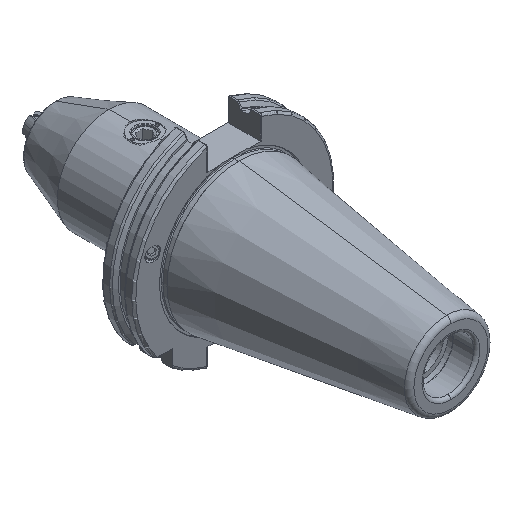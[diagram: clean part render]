
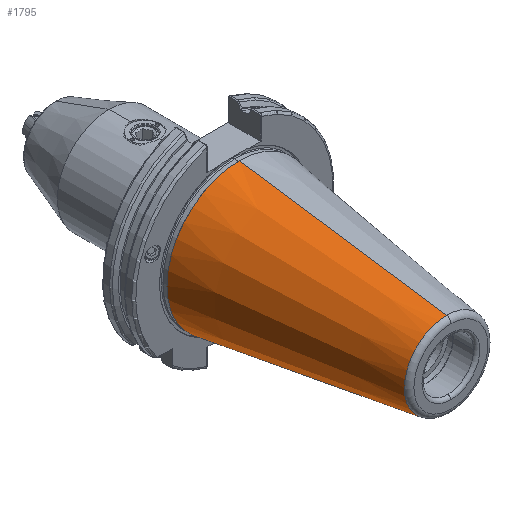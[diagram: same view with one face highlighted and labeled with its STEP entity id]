
A CAD part, isometric view. The second image highlights one B-rep face of the part: STEP entity #1795.
In plain terms, the highlighted conical face has half-angle 8.297 degrees and reference radius 20.087 mm.
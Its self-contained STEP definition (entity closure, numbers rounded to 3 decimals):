
#817 = VECTOR ( 'NONE', #33644, 1000. ) ;
#1647 = DIRECTION ( 'NONE',  ( 0., 0., 1. ) ) ;
#1795 = ADVANCED_FACE ( 'NONE', ( #11354 ), #19144, .T. ) ;
#3453 = EDGE_CURVE ( 'NONE', #22989, #24109, #31010, .T. ) ;
#6634 = CARTESIAN_POINT ( 'NONE',  ( 0., -104.95, 0. ) ) ;
#7382 = CARTESIAN_POINT ( 'NONE',  ( 0., -2.4, -35.042 ) ) ;
#9960 = DIRECTION ( 'NONE',  ( 0., 0., 1. ) ) ;
#10557 = EDGE_LOOP ( 'NONE', ( #11986, #34984, #32914, #33306 ) ) ;
#10709 = CARTESIAN_POINT ( 'NONE',  ( 0., -104.95, 20.086 ) ) ;
#11354 = FACE_OUTER_BOUND ( 'NONE', #10557, .T. ) ;
#11986 = ORIENTED_EDGE ( 'NONE', *, *, #36457, .F. ) ;
#12973 = DIRECTION ( 'NONE',  ( 0., 1., 0. ) ) ;
#13766 = CARTESIAN_POINT ( 'NONE',  ( 0., -104.95, -20.086 ) ) ;
#14208 = EDGE_CURVE ( 'NONE', #27541, #42298, #30108, .T. ) ;
#16927 = AXIS2_PLACEMENT_3D ( 'NONE', #6634, #33189, #9960 ) ;
#17233 = AXIS2_PLACEMENT_3D ( 'NONE', #41403, #21489, #1647 ) ;
#19144 = CONICAL_SURFACE ( 'NONE', #16927, 20.086, 0.145 ) ;
#21489 = DIRECTION ( 'NONE',  ( 0., 1., 0. ) ) ;
#21751 = CARTESIAN_POINT ( 'NONE',  ( 0., -102.811, 20.398 ) ) ;
#22989 = VERTEX_POINT ( 'NONE', #7382 ) ;
#24109 = VERTEX_POINT ( 'NONE', #24553 ) ;
#24553 = CARTESIAN_POINT ( 'NONE',  ( 0., -2.4, 35.042 ) ) ;
#24899 = CARTESIAN_POINT ( 'NONE',  ( 0., -102.811, -20.398 ) ) ;
#27541 = VERTEX_POINT ( 'NONE', #24899 ) ;
#30108 = CIRCLE ( 'NONE', #42820, 20.398 ) ;
#31010 = CIRCLE ( 'NONE', #17233, 35.042 ) ;
#32576 = VECTOR ( 'NONE', #34204, 1000. ) ;
#32867 = CARTESIAN_POINT ( 'NONE',  ( 0., -102.811, 0. ) ) ;
#32914 = ORIENTED_EDGE ( 'NONE', *, *, #34787, .T. ) ;
#33189 = DIRECTION ( 'NONE',  ( 0., 1., 0. ) ) ;
#33306 = ORIENTED_EDGE ( 'NONE', *, *, #3453, .F. ) ;
#33644 = DIRECTION ( 'NONE',  ( 0., 0.99, -0.144 ) ) ;
#34204 = DIRECTION ( 'NONE',  ( 0., 0.99, 0.144 ) ) ;
#34787 = EDGE_CURVE ( 'NONE', #42298, #24109, #41400, .T. ) ;
#34984 = ORIENTED_EDGE ( 'NONE', *, *, #14208, .T. ) ;
#35061 = LINE ( 'NONE', #13766, #817 ) ;
#36212 = DIRECTION ( 'NONE',  ( 0., 0., -1. ) ) ;
#36457 = EDGE_CURVE ( 'NONE', #27541, #22989, #35061, .T. ) ;
#41400 = LINE ( 'NONE', #10709, #32576 ) ;
#41403 = CARTESIAN_POINT ( 'NONE',  ( 0., -2.4, 0. ) ) ;
#42298 = VERTEX_POINT ( 'NONE', #21751 ) ;
#42820 = AXIS2_PLACEMENT_3D ( 'NONE', #32867, #12973, #36212 ) ;
